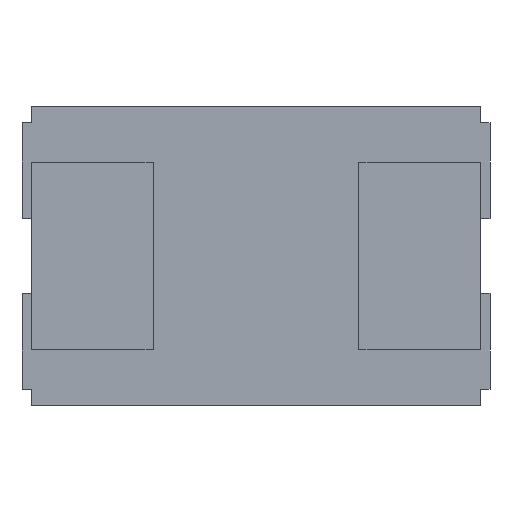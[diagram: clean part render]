
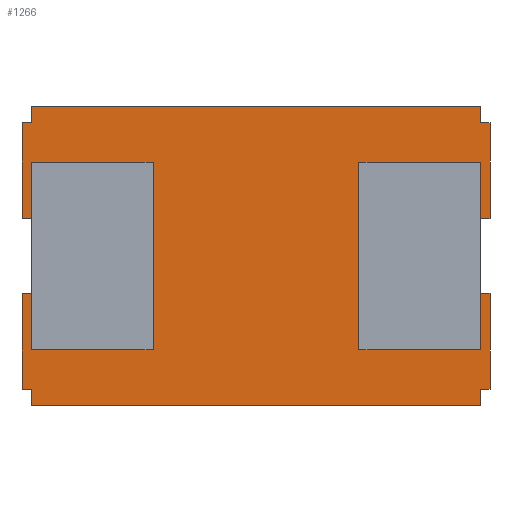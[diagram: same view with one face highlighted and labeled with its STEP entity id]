
A CAD part, front view. The second image highlights one B-rep face of the part: STEP entity #1266.
In plain terms, the highlighted planar face has unit normal (0, -1, 0).
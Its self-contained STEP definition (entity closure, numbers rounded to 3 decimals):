
#498=DIRECTION('',(-1.,0.,0.));
#499=VECTOR('',#498,0.1);
#500=CARTESIAN_POINT('',(-2.4,0.002,1.425));
#501=LINE('',#500,#499);
#505=DIRECTION('',(0.,0.,-1.));
#506=VECTOR('',#505,0.175);
#507=CARTESIAN_POINT('',(-2.4,0.002,1.6));
#508=LINE('',#507,#506);
#512=DIRECTION('',(-1.,0.,0.));
#513=VECTOR('',#512,4.8);
#514=CARTESIAN_POINT('',(2.4,0.002,1.6));
#515=LINE('',#514,#513);
#519=DIRECTION('',(0.,0.,1.));
#520=VECTOR('',#519,0.175);
#521=CARTESIAN_POINT('',(2.4,0.002,1.425));
#522=LINE('',#521,#520);
#526=DIRECTION('',(-1.,0.,0.));
#527=VECTOR('',#526,0.1);
#528=CARTESIAN_POINT('',(2.5,0.002,1.425));
#529=LINE('',#528,#527);
#533=DIRECTION('',(0.,0.,1.));
#534=VECTOR('',#533,1.025);
#535=CARTESIAN_POINT('',(2.5,0.002,0.4));
#536=LINE('',#535,#534);
#540=DIRECTION('',(1.,0.,0.));
#541=VECTOR('',#540,0.1);
#542=CARTESIAN_POINT('',(2.4,0.002,0.4));
#543=LINE('',#542,#541);
#547=DIRECTION('',(0.,0.,1.));
#548=VECTOR('',#547,0.8);
#549=CARTESIAN_POINT('',(2.4,0.002,-0.4));
#550=LINE('',#549,#548);
#554=DIRECTION('',(-1.,0.,0.));
#555=VECTOR('',#554,0.1);
#556=CARTESIAN_POINT('',(2.5,0.002,-0.4));
#557=LINE('',#556,#555);
#561=DIRECTION('',(0.,0.,1.));
#562=VECTOR('',#561,1.025);
#563=CARTESIAN_POINT('',(2.5,0.002,-1.425));
#564=LINE('',#563,#562);
#568=DIRECTION('',(1.,0.,0.));
#569=VECTOR('',#568,0.1);
#570=CARTESIAN_POINT('',(2.4,0.002,-1.425));
#571=LINE('',#570,#569);
#575=DIRECTION('',(0.,0.,1.));
#576=VECTOR('',#575,0.175);
#577=CARTESIAN_POINT('',(2.4,0.002,-1.6));
#578=LINE('',#577,#576);
#582=DIRECTION('',(1.,0.,0.));
#583=VECTOR('',#582,4.8);
#584=CARTESIAN_POINT('',(-2.4,0.002,-1.6));
#585=LINE('',#584,#583);
#589=DIRECTION('',(0.,0.,-1.));
#590=VECTOR('',#589,0.175);
#591=CARTESIAN_POINT('',(-2.4,0.002,-1.425));
#592=LINE('',#591,#590);
#596=DIRECTION('',(1.,0.,0.));
#597=VECTOR('',#596,0.1);
#598=CARTESIAN_POINT('',(-2.5,0.002,-1.425));
#599=LINE('',#598,#597);
#603=DIRECTION('',(0.,0.,-1.));
#604=VECTOR('',#603,1.025);
#605=CARTESIAN_POINT('',(-2.5,0.002,-0.4));
#606=LINE('',#605,#604);
#610=DIRECTION('',(-1.,0.,0.));
#611=VECTOR('',#610,0.1);
#612=CARTESIAN_POINT('',(-2.4,0.002,-0.4));
#613=LINE('',#612,#611);
#617=DIRECTION('',(0.,0.,-1.));
#618=VECTOR('',#617,0.8);
#619=CARTESIAN_POINT('',(-2.4,0.002,0.4));
#620=LINE('',#619,#618);
#624=DIRECTION('',(1.,0.,0.));
#625=VECTOR('',#624,0.1);
#626=CARTESIAN_POINT('',(-2.5,0.002,0.4));
#627=LINE('',#626,#625);
#631=DIRECTION('',(0.,0.,-1.));
#632=VECTOR('',#631,1.025);
#633=CARTESIAN_POINT('',(-2.5,0.002,1.425));
#634=LINE('',#633,#632);
#1118=CARTESIAN_POINT('',(2.4,0.002,-1.6));
#1119=CARTESIAN_POINT('',(2.4,0.002,-1.425));
#1120=VERTEX_POINT('',#1118);
#1121=VERTEX_POINT('',#1119);
#1124=CARTESIAN_POINT('',(-2.4,0.002,-1.6));
#1125=VERTEX_POINT('',#1124);
#1126=CARTESIAN_POINT('',(-2.5,0.002,-0.4));
#1127=CARTESIAN_POINT('',(-2.5,0.002,-1.425));
#1128=VERTEX_POINT('',#1126);
#1129=VERTEX_POINT('',#1127);
#1130=CARTESIAN_POINT('',(-2.5,0.002,0.4));
#1131=CARTESIAN_POINT('',(-2.4,0.002,0.4));
#1132=VERTEX_POINT('',#1130);
#1133=VERTEX_POINT('',#1131);
#1134=CARTESIAN_POINT('',(2.5,0.002,-0.4));
#1135=VERTEX_POINT('',#1134);
#1136=CARTESIAN_POINT('',(2.5,0.002,-1.425));
#1137=VERTEX_POINT('',#1136);
#1138=CARTESIAN_POINT('',(-2.4,0.002,-0.4));
#1139=VERTEX_POINT('',#1138);
#1142=CARTESIAN_POINT('',(-2.4,0.002,-1.425));
#1143=VERTEX_POINT('',#1142);
#1146=CARTESIAN_POINT('',(2.4,0.002,1.6));
#1147=CARTESIAN_POINT('',(-2.4,0.002,1.6));
#1148=VERTEX_POINT('',#1146);
#1149=VERTEX_POINT('',#1147);
#1150=CARTESIAN_POINT('',(2.4,0.002,0.4));
#1151=CARTESIAN_POINT('',(2.5,0.002,0.4));
#1152=VERTEX_POINT('',#1150);
#1153=VERTEX_POINT('',#1151);
#1154=CARTESIAN_POINT('',(2.4,0.002,-0.4));
#1155=VERTEX_POINT('',#1154);
#1156=CARTESIAN_POINT('',(2.5,0.002,1.425));
#1157=VERTEX_POINT('',#1156);
#1158=CARTESIAN_POINT('',(2.4,0.002,1.425));
#1159=VERTEX_POINT('',#1158);
#1166=CARTESIAN_POINT('',(-2.4,0.002,1.425));
#1167=CARTESIAN_POINT('',(-2.5,0.002,1.425));
#1168=VERTEX_POINT('',#1166);
#1169=VERTEX_POINT('',#1167);
#1220=CARTESIAN_POINT('',(-2.4,0.002,1.425));
#1221=DIRECTION('',(0.,1.,0.));
#1222=DIRECTION('',(0.,0.,1.));
#1223=AXIS2_PLACEMENT_3D('',#1220,#1221,#1222);
#1224=PLANE('',#1223);
#1226=ORIENTED_EDGE('',*,*,#1225,.F.);
#1228=ORIENTED_EDGE('',*,*,#1227,.F.);
#1230=ORIENTED_EDGE('',*,*,#1229,.F.);
#1232=ORIENTED_EDGE('',*,*,#1231,.F.);
#1234=ORIENTED_EDGE('',*,*,#1233,.F.);
#1236=ORIENTED_EDGE('',*,*,#1235,.F.);
#1237=ORIENTED_EDGE('',*,*,#1197,.F.);
#1239=ORIENTED_EDGE('',*,*,#1238,.F.);
#1241=ORIENTED_EDGE('',*,*,#1240,.F.);
#1243=ORIENTED_EDGE('',*,*,#1242,.F.);
#1245=ORIENTED_EDGE('',*,*,#1244,.F.);
#1247=ORIENTED_EDGE('',*,*,#1246,.F.);
#1249=ORIENTED_EDGE('',*,*,#1248,.F.);
#1251=ORIENTED_EDGE('',*,*,#1250,.F.);
#1253=ORIENTED_EDGE('',*,*,#1252,.F.);
#1255=ORIENTED_EDGE('',*,*,#1254,.F.);
#1257=ORIENTED_EDGE('',*,*,#1256,.F.);
#1259=ORIENTED_EDGE('',*,*,#1258,.F.);
#1261=ORIENTED_EDGE('',*,*,#1260,.F.);
#1263=ORIENTED_EDGE('',*,*,#1262,.F.);
#1264=EDGE_LOOP('',(#1226,#1228,#1230,#1232,#1234,#1236,#1237,#1239,#1241,#1243,
#1245,#1247,#1249,#1251,#1253,#1255,#1257,#1259,#1261,#1263));
#1265=FACE_OUTER_BOUND('',#1264,.F.);
#1197=EDGE_CURVE('',#1152,#1153,#543,.T.);
#1225=EDGE_CURVE('',#1168,#1169,#501,.T.);
#1227=EDGE_CURVE('',#1149,#1168,#508,.T.);
#1229=EDGE_CURVE('',#1148,#1149,#515,.T.);
#1231=EDGE_CURVE('',#1159,#1148,#522,.T.);
#1233=EDGE_CURVE('',#1157,#1159,#529,.T.);
#1235=EDGE_CURVE('',#1153,#1157,#536,.T.);
#1238=EDGE_CURVE('',#1155,#1152,#550,.T.);
#1240=EDGE_CURVE('',#1135,#1155,#557,.T.);
#1242=EDGE_CURVE('',#1137,#1135,#564,.T.);
#1244=EDGE_CURVE('',#1121,#1137,#571,.T.);
#1246=EDGE_CURVE('',#1120,#1121,#578,.T.);
#1248=EDGE_CURVE('',#1125,#1120,#585,.T.);
#1250=EDGE_CURVE('',#1143,#1125,#592,.T.);
#1252=EDGE_CURVE('',#1129,#1143,#599,.T.);
#1254=EDGE_CURVE('',#1128,#1129,#606,.T.);
#1256=EDGE_CURVE('',#1139,#1128,#613,.T.);
#1258=EDGE_CURVE('',#1133,#1139,#620,.T.);
#1260=EDGE_CURVE('',#1132,#1133,#627,.T.);
#1262=EDGE_CURVE('',#1169,#1132,#634,.T.);
#1266=ADVANCED_FACE('',(#1265),#1224,.F.);
